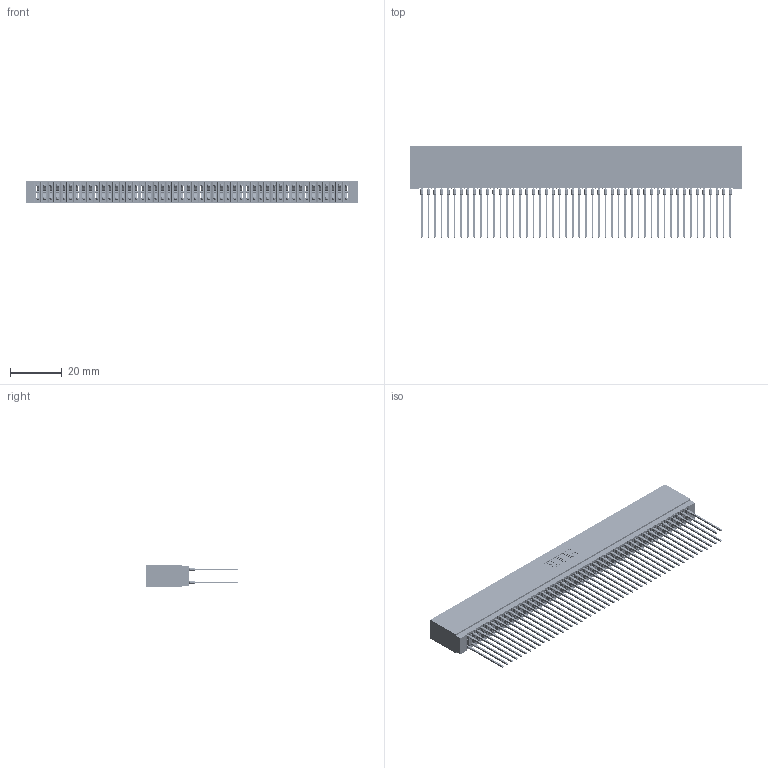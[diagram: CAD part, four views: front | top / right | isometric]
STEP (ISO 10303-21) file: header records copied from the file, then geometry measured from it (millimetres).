
FILE_DESCRIPTION (( 'STEP AP203' ), '1' );
FILE_NAME ('745-096-541-201.STEP', '2020-09-14T12:23:32', ( '' ), ( '' ), 'SwSTEP 2.0', 'SolidWorks 2020', '' );
FILE_SCHEMA (( 'CONFIG_CONTROL_DESIGN' ));
Length unit declared in the file: inch
Products named in the file (3): 745 Part_Insulator Option - 01; 745-096-541-201; 745-292-001_541
Assembly tree (97 placements, depth 2):
  745-096-541-201
    745 Part_Insulator Option - 01
    745-292-001_541  x96
Bounding box: 128.52 x 35.45 x 8.89 mm (x, y, z)
Volume: 12009.1 mm3; surface area: 26457.3 mm2
Topology: 97 solids, 97 shells, 8687 faces, 23346 edges, 14668 vertices
Faces by surface type: plane 4471, bspline 1920, cylinder 1720, torus 576
Entity records: 79996 total; most frequent: CARTESIAN_POINT 14375, ORIENTED_EDGE 13822, DIRECTION 12069, EDGE_CURVE 6911, VECTOR 6441, LINE 6441, VERTEX_POINT 4408, AXIS2_PLACEMENT_3D 2814
